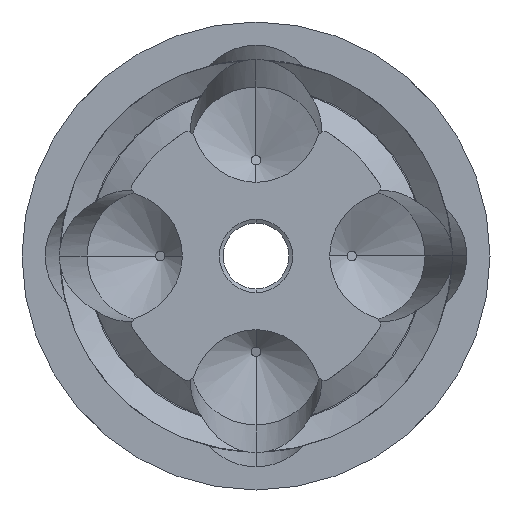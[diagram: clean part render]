
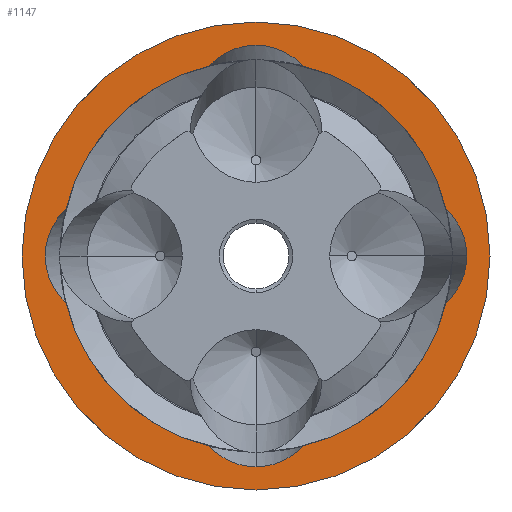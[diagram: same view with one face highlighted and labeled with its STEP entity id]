
A CAD part, front view. The second image highlights one B-rep face of the part: STEP entity #1147.
In plain terms, the highlighted planar face has unit normal (0, -1, 0).
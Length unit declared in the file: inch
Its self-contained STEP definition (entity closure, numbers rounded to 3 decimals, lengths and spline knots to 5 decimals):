
#1 = EDGE_CURVE ( 'NONE', #4045, #3469, #2390, .T. ) ;
#7 = EDGE_LOOP ( 'NONE', ( #2310, #1645 ) ) ;
#83 = DIRECTION ( 'NONE',  ( 0., 0., -1. ) ) ;
#94 = CARTESIAN_POINT ( 'NONE',  ( -0.81342, 0., -0.1994 ) ) ;
#99 = CARTESIAN_POINT ( 'NONE',  ( -0.1994, 0., 0.81342 ) ) ;
#189 = CARTESIAN_POINT ( 'NONE',  ( 0.90066, 0., -0.07598 ) ) ;
#209 = CARTESIAN_POINT ( 'NONE',  ( -0.14606, 0., -0.86999 ) ) ;
#217 = CARTESIAN_POINT ( 'NONE',  ( -0.81342, 0., 0.1994 ) ) ;
#296 = CARTESIAN_POINT ( 'NONE',  ( -0.81342, 0., -0.1994 ) ) ;
#297 = EDGE_CURVE ( 'NONE', #2258, #3655, #2779, .T. ) ;
#303 = CARTESIAN_POINT ( 'NONE',  ( 0.07598, 0., -0.90066 ) ) ;
#316 = CARTESIAN_POINT ( 'NONE',  ( -0.93695, 0., 0.08294 ) ) ;
#406 = PLANE ( 'NONE',  #1871 ) ;
#455 = CIRCLE ( 'NONE', #2476, 0.8375 ) ;
#543 = CIRCLE ( 'NONE', #1359, 0.8375 ) ;
#625 = CARTESIAN_POINT ( 'NONE',  ( 0., 0., 0. ) ) ;
#653 = AXIS2_PLACEMENT_3D ( 'NONE', #1533, #4054, #1217 ) ;
#703 = CARTESIAN_POINT ( 'NONE',  ( 0.81342, 0., 0.1994 ) ) ;
#771 =( BOUNDED_CURVE ( )  B_SPLINE_CURVE ( 3, ( #3158, #303, #1589, #4106 ),
 .UNSPECIFIED., .F., .F. ) 
 B_SPLINE_CURVE_WITH_KNOTS ( ( 4, 4 ),
 ( 0., 0.79255 ),
 .UNSPECIFIED. ) 
 CURVE ( )  GEOMETRIC_REPRESENTATION_ITEM ( )  RATIONAL_B_SPLINE_CURVE ( ( 1., 0.948, 0.948, 1. ) ) 
 REPRESENTATION_ITEM ( '' )  );
#824 = EDGE_CURVE ( 'NONE', #3655, #2576, #771, .T. ) ;
#840 = CARTESIAN_POINT ( 'NONE',  ( 0.90066, 0., 0.07598 ) ) ;
#976 = CARTESIAN_POINT ( 'NONE',  ( 0., 0., 1. ) ) ;
#995 = CARTESIAN_POINT ( 'NONE',  ( 0., 0., 0. ) ) ;
#1046 =( BOUNDED_CURVE ( )  B_SPLINE_CURVE ( 3, ( #217, #316, #1623, #296 ),
 .UNSPECIFIED., .F., .F. ) 
 B_SPLINE_CURVE_WITH_KNOTS ( ( 4, 4 ),
 ( 5.49064, 7.07574 ),
 .UNSPECIFIED. ) 
 CURVE ( )  GEOMETRIC_REPRESENTATION_ITEM ( )  RATIONAL_B_SPLINE_CURVE ( ( 1., 0.801, 0.801, 1. ) ) 
 REPRESENTATION_ITEM ( '' )  );
#1056 = EDGE_CURVE ( 'NONE', #3469, #1692, #1046, .T. ) ;
#1125 = DIRECTION ( 'NONE',  ( 1., 0., 0. ) ) ;
#1147 = ADVANCED_FACE ( 'NONE', ( #3919, #2293 ), #406, .T. ) ;
#1166 = CARTESIAN_POINT ( 'NONE',  ( 0., 0., -0.90066 ) ) ;
#1217 = DIRECTION ( 'NONE',  ( 0., 0., -1. ) ) ;
#1300 = CARTESIAN_POINT ( 'NONE',  ( -0.81342, 0., 0.1994 ) ) ;
#1355 = EDGE_CURVE ( 'NONE', #1709, #3825, #1616, .T. ) ;
#1359 = AXIS2_PLACEMENT_3D ( 'NONE', #2192, #1873, #2744 ) ;
#1385 = CARTESIAN_POINT ( 'NONE',  ( 0.81342, 0., -0.1994 ) ) ;
#1406 = EDGE_LOOP ( 'NONE', ( #2036, #3745, #3051, #4077, #1971, #2670, #3111, #2887, #1701, #2967 ) ) ;
#1472 = AXIS2_PLACEMENT_3D ( 'NONE', #2378, #3651, #2086 ) ;
#1498 = CARTESIAN_POINT ( 'NONE',  ( 0.81342, 0., -0.1994 ) ) ;
#1533 = CARTESIAN_POINT ( 'NONE',  ( 0., 0., 0. ) ) ;
#1577 = CARTESIAN_POINT ( 'NONE',  ( -0.08294, 0., 0.93695 ) ) ;
#1589 = CARTESIAN_POINT ( 'NONE',  ( 0.14606, 0., -0.86999 ) ) ;
#1592 = DIRECTION ( 'NONE',  ( 0., 0., -1. ) ) ;
#1603 = EDGE_CURVE ( 'NONE', #2588, #3814, #3056, .T. ) ;
#1606 = CIRCLE ( 'NONE', #653, 1. ) ;
#1616 =( BOUNDED_CURVE ( )  B_SPLINE_CURVE ( 3, ( #1498, #2760, #189, #3369 ),
 .UNSPECIFIED., .F., .T. ) 
 B_SPLINE_CURVE_WITH_KNOTS ( ( 4, 4 ),
 ( 5.49064, 6.28319 ),
 .UNSPECIFIED. ) 
 CURVE ( )  GEOMETRIC_REPRESENTATION_ITEM ( )  RATIONAL_B_SPLINE_CURVE ( ( 1., 0.948, 0.948, 1. ) ) 
 REPRESENTATION_ITEM ( '' )  );
#1623 = CARTESIAN_POINT ( 'NONE',  ( -0.93695, 0., -0.08294 ) ) ;
#1645 = ORIENTED_EDGE ( 'NONE', *, *, #1603, .T. ) ;
#1682 = EDGE_CURVE ( 'NONE', #3814, #2588, #1606, .T. ) ;
#1692 = VERTEX_POINT ( 'NONE', #94 ) ;
#1701 = ORIENTED_EDGE ( 'NONE', *, *, #3601, .F. ) ;
#1709 = VERTEX_POINT ( 'NONE', #1385 ) ;
#1745 = CARTESIAN_POINT ( 'NONE',  ( -0.07598, 0., -0.90066 ) ) ;
#1851 = CARTESIAN_POINT ( 'NONE',  ( 0.81342, 0., 0.1994 ) ) ;
#1871 = AXIS2_PLACEMENT_3D ( 'NONE', #1975, #2945, #83 ) ;
#1873 = DIRECTION ( 'NONE',  ( 0., -1., 0. ) ) ;
#1905 = CARTESIAN_POINT ( 'NONE',  ( 0.1994, 0., -0.81342 ) ) ;
#1958 = EDGE_CURVE ( 'NONE', #2576, #1709, #2786, .T. ) ;
#1960 = DIRECTION ( 'NONE',  ( 1., 0., 0. ) ) ;
#1971 = ORIENTED_EDGE ( 'NONE', *, *, #1056, .F. ) ;
#1975 = CARTESIAN_POINT ( 'NONE',  ( 0., 0., 0. ) ) ;
#2036 = ORIENTED_EDGE ( 'NONE', *, *, #1958, .F. ) ;
#2086 = DIRECTION ( 'NONE',  ( 1., 0., 0. ) ) ;
#2129 = CARTESIAN_POINT ( 'NONE',  ( 0.90066, 0., 0. ) ) ;
#2140 = VERTEX_POINT ( 'NONE', #3701 ) ;
#2186 = CARTESIAN_POINT ( 'NONE',  ( -0.1994, 0., 0.81342 ) ) ;
#2192 = CARTESIAN_POINT ( 'NONE',  ( 0., 0., 0. ) ) ;
#2258 = VERTEX_POINT ( 'NONE', #3990 ) ;
#2293 = FACE_OUTER_BOUND ( 'NONE', #7, .T. ) ;
#2310 = ORIENTED_EDGE ( 'NONE', *, *, #1682, .T. ) ;
#2378 = CARTESIAN_POINT ( 'NONE',  ( 0., 0., 0. ) ) ;
#2390 = CIRCLE ( 'NONE', #2916, 0.8375 ) ;
#2476 = AXIS2_PLACEMENT_3D ( 'NONE', #995, #3812, #1960 ) ;
#2538 = EDGE_CURVE ( 'NONE', #2140, #4045, #3595, .T. ) ;
#2576 = VERTEX_POINT ( 'NONE', #1905 ) ;
#2582 = CARTESIAN_POINT ( 'NONE',  ( 0.90066, 0., 0. ) ) ;
#2588 = VERTEX_POINT ( 'NONE', #976 ) ;
#2670 = ORIENTED_EDGE ( 'NONE', *, *, #1, .F. ) ;
#2744 = DIRECTION ( 'NONE',  ( 1., 0., 0. ) ) ;
#2760 = CARTESIAN_POINT ( 'NONE',  ( 0.86999, 0., -0.14606 ) ) ;
#2779 =( BOUNDED_CURVE ( )  B_SPLINE_CURVE ( 3, ( #3304, #209, #1745, #3951 ),
 .UNSPECIFIED., .F., .F. ) 
 B_SPLINE_CURVE_WITH_KNOTS ( ( 4, 4 ),
 ( 5.49064, 6.28319 ),
 .UNSPECIFIED. ) 
 CURVE ( )  GEOMETRIC_REPRESENTATION_ITEM ( )  RATIONAL_B_SPLINE_CURVE ( ( 1., 0.948, 0.948, 1. ) ) 
 REPRESENTATION_ITEM ( '' )  );
#2786 = CIRCLE ( 'NONE', #1472, 0.8375 ) ;
#2887 = ORIENTED_EDGE ( 'NONE', *, *, #3994, .F. ) ;
#2916 = AXIS2_PLACEMENT_3D ( 'NONE', #4019, #3630, #1125 ) ;
#2945 = DIRECTION ( 'NONE',  ( 0., -1., 0. ) ) ;
#2967 = ORIENTED_EDGE ( 'NONE', *, *, #1355, .F. ) ;
#3051 = ORIENTED_EDGE ( 'NONE', *, *, #297, .F. ) ;
#3056 = CIRCLE ( 'NONE', #4097, 1. ) ;
#3100 = CARTESIAN_POINT ( 'NONE',  ( 0.08294, 0., 0.93695 ) ) ;
#3111 = ORIENTED_EDGE ( 'NONE', *, *, #2538, .F. ) ;
#3113 = EDGE_CURVE ( 'NONE', #1692, #2258, #455, .T. ) ;
#3158 = CARTESIAN_POINT ( 'NONE',  ( 0., 0., -0.90066 ) ) ;
#3163 = DIRECTION ( 'NONE',  ( 0., -1., 0. ) ) ;
#3304 = CARTESIAN_POINT ( 'NONE',  ( -0.1994, 0., -0.81342 ) ) ;
#3369 = CARTESIAN_POINT ( 'NONE',  ( 0.90066, 0., 0. ) ) ;
#3448 = VERTEX_POINT ( 'NONE', #703 ) ;
#3469 = VERTEX_POINT ( 'NONE', #1300 ) ;
#3595 =( BOUNDED_CURVE ( )  B_SPLINE_CURVE ( 3, ( #3744, #3100, #1577, #2186 ),
 .UNSPECIFIED., .F., .F. ) 
 B_SPLINE_CURVE_WITH_KNOTS ( ( 4, 4 ),
 ( 5.49064, 7.07574 ),
 .UNSPECIFIED. ) 
 CURVE ( )  GEOMETRIC_REPRESENTATION_ITEM ( )  RATIONAL_B_SPLINE_CURVE ( ( 1., 0.801, 0.801, 1. ) ) 
 REPRESENTATION_ITEM ( '' )  );
#3601 = EDGE_CURVE ( 'NONE', #3825, #3448, #4012, .T. ) ;
#3630 = DIRECTION ( 'NONE',  ( 0., -1., 0. ) ) ;
#3651 = DIRECTION ( 'NONE',  ( 0., -1., 0. ) ) ;
#3655 = VERTEX_POINT ( 'NONE', #1166 ) ;
#3701 = CARTESIAN_POINT ( 'NONE',  ( 0.1994, 0., 0.81342 ) ) ;
#3744 = CARTESIAN_POINT ( 'NONE',  ( 0.1994, 0., 0.81342 ) ) ;
#3745 = ORIENTED_EDGE ( 'NONE', *, *, #824, .F. ) ;
#3810 = CARTESIAN_POINT ( 'NONE',  ( 0., 0., -1. ) ) ;
#3812 = DIRECTION ( 'NONE',  ( 0., -1., 0. ) ) ;
#3814 = VERTEX_POINT ( 'NONE', #3810 ) ;
#3825 = VERTEX_POINT ( 'NONE', #2582 ) ;
#3919 = FACE_BOUND ( 'NONE', #1406, .T. ) ;
#3951 = CARTESIAN_POINT ( 'NONE',  ( 0., 0., -0.90066 ) ) ;
#3990 = CARTESIAN_POINT ( 'NONE',  ( -0.1994, 0., -0.81342 ) ) ;
#3994 = EDGE_CURVE ( 'NONE', #3448, #2140, #543, .T. ) ;
#4012 =( BOUNDED_CURVE ( )  B_SPLINE_CURVE ( 3, ( #2129, #840, #4018, #1851 ),
 .UNSPECIFIED., .F., .T. ) 
 B_SPLINE_CURVE_WITH_KNOTS ( ( 4, 4 ),
 ( 0., 0.79255 ),
 .UNSPECIFIED. ) 
 CURVE ( )  GEOMETRIC_REPRESENTATION_ITEM ( )  RATIONAL_B_SPLINE_CURVE ( ( 1., 0.948, 0.948, 1. ) ) 
 REPRESENTATION_ITEM ( '' )  );
#4018 = CARTESIAN_POINT ( 'NONE',  ( 0.86999, 0., 0.14606 ) ) ;
#4019 = CARTESIAN_POINT ( 'NONE',  ( 0., 0., 0. ) ) ;
#4045 = VERTEX_POINT ( 'NONE', #99 ) ;
#4054 = DIRECTION ( 'NONE',  ( 0., -1., 0. ) ) ;
#4077 = ORIENTED_EDGE ( 'NONE', *, *, #3113, .F. ) ;
#4097 = AXIS2_PLACEMENT_3D ( 'NONE', #625, #3163, #1592 ) ;
#4106 = CARTESIAN_POINT ( 'NONE',  ( 0.1994, 0., -0.81342 ) ) ;
